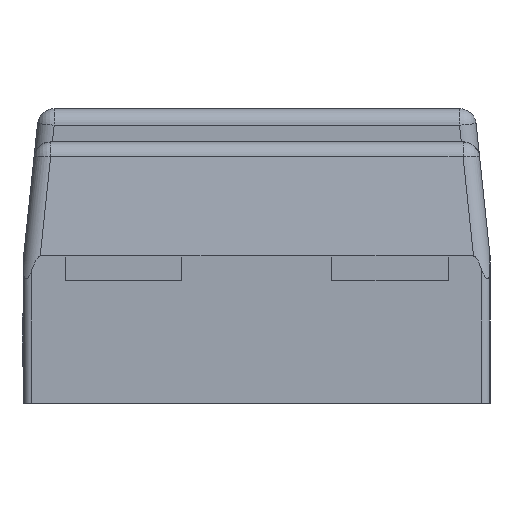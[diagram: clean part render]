
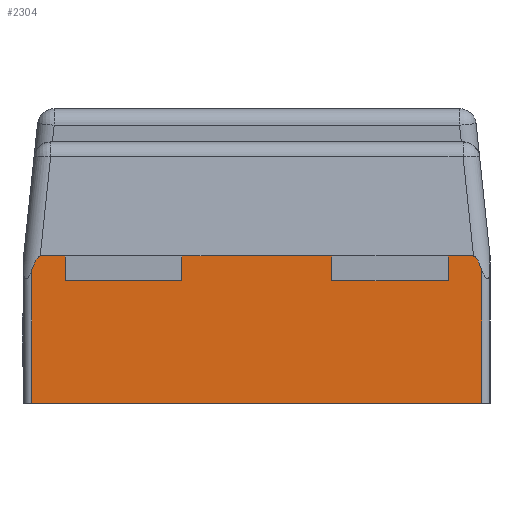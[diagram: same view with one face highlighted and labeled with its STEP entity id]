
A CAD part, left-side view. The second image highlights one B-rep face of the part: STEP entity #2304.
In plain terms, the highlighted planar face has unit normal (-1, 0, 0).
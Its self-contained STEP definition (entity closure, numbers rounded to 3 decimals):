
#1906 = VERTEX_POINT('',#1907);
#1907 = CARTESIAN_POINT('',(-1.6,0.445,
    -0.065));
#1915 = VERTEX_POINT('',#1916);
#1916 = CARTESIAN_POINT('',(-1.6,1.145,
    -0.065));
#1922 = EDGE_CURVE('',#1915,#1906,#1923,.T.);
#1923 = LINE('',#1924,#1925);
#1924 = CARTESIAN_POINT('',(-1.6,-0.005,
    -0.065));
#1925 = VECTOR('',#1926,1.);
#1926 = DIRECTION('',(0.,-1.,0.));
#1938 = VERTEX_POINT('',#1939);
#1939 = CARTESIAN_POINT('',(-1.6,0.445,
    0.085));
#1946 = VERTEX_POINT('',#1947);
#1947 = CARTESIAN_POINT('',(-1.6,1.145,
    0.085));
#2304 = ADVANCED_FACE('',(#2305),#2408,.F.);
#2305 = FACE_BOUND('',#2306,.T.);
#2306 = EDGE_LOOP('',(#2307,#2315,#2324,#2332,#2340,#2348,#2357,#2365,
    #2373,#2381,#2389,#2395,#2401,#2402));
#2307 = ORIENTED_EDGE('',*,*,#2308,.T.);
#2308 = EDGE_CURVE('',#1946,#2309,#2311,.T.);
#2309 = VERTEX_POINT('',#2310);
#2310 = CARTESIAN_POINT('',(-1.6,1.296,
    0.085));
#2311 = LINE('',#2312,#2313);
#2312 = CARTESIAN_POINT('',(-1.6,1.345,
    0.085));
#2313 = VECTOR('',#2314,1.);
#2314 = DIRECTION('',(0.,1.,0.));
#2315 = ORIENTED_EDGE('',*,*,#2316,.T.);
#2316 = EDGE_CURVE('',#2309,#2317,#2319,.T.);
#2317 = VERTEX_POINT('',#2318);
#2318 = CARTESIAN_POINT('',(-1.6,1.345,
    0.002));
#2319 = ( BOUNDED_CURVE() B_SPLINE_CURVE(3,(#2320,#2321,#2322,#2323),
.UNSPECIFIED.,.F.,.F.) B_SPLINE_CURVE_WITH_KNOTS((4,4),(3.153,
3.571),.PIECEWISE_BEZIER_KNOTS.) CURVE() 
GEOMETRIC_REPRESENTATION_ITEM() RATIONAL_B_SPLINE_CURVE((1.,
0.985,0.985,1.)) REPRESENTATION_ITEM('') );
#2320 = CARTESIAN_POINT('',(-1.6,1.296,
    0.085));
#2321 = CARTESIAN_POINT('',(-1.6,1.31,
    0.085));
#2322 = CARTESIAN_POINT('',(-1.6,1.326,
    0.057));
#2323 = CARTESIAN_POINT('',(-1.6,1.345,
    0.002));
#2324 = ORIENTED_EDGE('',*,*,#2325,.F.);
#2325 = EDGE_CURVE('',#2326,#2317,#2328,.T.);
#2326 = VERTEX_POINT('',#2327);
#2327 = CARTESIAN_POINT('',(-1.6,1.345,
    -0.8));
#2328 = LINE('',#2329,#2330);
#2329 = CARTESIAN_POINT('',(-1.6,1.345,
    -0.8));
#2330 = VECTOR('',#2331,1.);
#2331 = DIRECTION('',(0.,0.,1.));
#2332 = ORIENTED_EDGE('',*,*,#2333,.F.);
#2333 = EDGE_CURVE('',#2334,#2326,#2336,.T.);
#2334 = VERTEX_POINT('',#2335);
#2335 = CARTESIAN_POINT('',(-1.6,-1.355,
    -0.8));
#2336 = LINE('',#2337,#2338);
#2337 = CARTESIAN_POINT('',(-1.6,1.345,
    -0.8));
#2338 = VECTOR('',#2339,1.);
#2339 = DIRECTION('',(0.,1.,0.));
#2340 = ORIENTED_EDGE('',*,*,#2341,.T.);
#2341 = EDGE_CURVE('',#2334,#2342,#2344,.T.);
#2342 = VERTEX_POINT('',#2343);
#2343 = CARTESIAN_POINT('',(-1.6,-1.355,
    0.002));
#2344 = LINE('',#2345,#2346);
#2345 = CARTESIAN_POINT('',(-1.6,-1.355,
    -0.8));
#2346 = VECTOR('',#2347,1.);
#2347 = DIRECTION('',(0.,0.,1.));
#2348 = ORIENTED_EDGE('',*,*,#2349,.T.);
#2349 = EDGE_CURVE('',#2342,#2350,#2352,.T.);
#2350 = VERTEX_POINT('',#2351);
#2351 = CARTESIAN_POINT('',(-1.6,-1.306,
    0.085));
#2352 = ( BOUNDED_CURVE() B_SPLINE_CURVE(3,(#2353,#2354,#2355,#2356),
.UNSPECIFIED.,.F.,.F.) B_SPLINE_CURVE_WITH_KNOTS((4,4),(2.712,
3.131),.PIECEWISE_BEZIER_KNOTS.) CURVE() 
GEOMETRIC_REPRESENTATION_ITEM() RATIONAL_B_SPLINE_CURVE((1.,
0.985,0.985,1.)) REPRESENTATION_ITEM('') );
#2353 = CARTESIAN_POINT('',(-1.6,-1.355,
    0.002));
#2354 = CARTESIAN_POINT('',(-1.6,-1.336,
    0.057));
#2355 = CARTESIAN_POINT('',(-1.6,-1.32,
    0.085));
#2356 = CARTESIAN_POINT('',(-1.6,-1.306,
    0.085));
#2357 = ORIENTED_EDGE('',*,*,#2358,.T.);
#2358 = EDGE_CURVE('',#2350,#2359,#2361,.T.);
#2359 = VERTEX_POINT('',#2360);
#2360 = CARTESIAN_POINT('',(-1.6,-1.155,
    0.085));
#2361 = LINE('',#2362,#2363);
#2362 = CARTESIAN_POINT('',(-1.6,1.345,
    0.085));
#2363 = VECTOR('',#2364,1.);
#2364 = DIRECTION('',(0.,1.,0.));
#2365 = ORIENTED_EDGE('',*,*,#2366,.T.);
#2366 = EDGE_CURVE('',#2359,#2367,#2369,.T.);
#2367 = VERTEX_POINT('',#2368);
#2368 = CARTESIAN_POINT('',(-1.6,-1.155,
    -0.065));
#2369 = LINE('',#2370,#2371);
#2370 = CARTESIAN_POINT('',(-1.6,-1.155,
    -0.065));
#2371 = VECTOR('',#2372,1.);
#2372 = DIRECTION('',(0.,0.,-1.));
#2373 = ORIENTED_EDGE('',*,*,#2374,.F.);
#2374 = EDGE_CURVE('',#2375,#2367,#2377,.T.);
#2375 = VERTEX_POINT('',#2376);
#2376 = CARTESIAN_POINT('',(-1.6,-0.455,
    -0.065));
#2377 = LINE('',#2378,#2379);
#2378 = CARTESIAN_POINT('',(-1.6,-0.005,
    -0.065));
#2379 = VECTOR('',#2380,1.);
#2380 = DIRECTION('',(0.,-1.,0.));
#2381 = ORIENTED_EDGE('',*,*,#2382,.F.);
#2382 = EDGE_CURVE('',#2383,#2375,#2385,.T.);
#2383 = VERTEX_POINT('',#2384);
#2384 = CARTESIAN_POINT('',(-1.6,-0.455,
    0.085));
#2385 = LINE('',#2386,#2387);
#2386 = CARTESIAN_POINT('',(-1.6,-0.455,
    0.085));
#2387 = VECTOR('',#2388,1.);
#2388 = DIRECTION('',(0.,0.,-1.));
#2389 = ORIENTED_EDGE('',*,*,#2390,.F.);
#2390 = EDGE_CURVE('',#1938,#2383,#2391,.T.);
#2391 = LINE('',#2392,#2393);
#2392 = CARTESIAN_POINT('',(-1.6,0.445,
    0.085));
#2393 = VECTOR('',#2394,1.);
#2394 = DIRECTION('',(0.,-1.,0.));
#2395 = ORIENTED_EDGE('',*,*,#2396,.T.);
#2396 = EDGE_CURVE('',#1938,#1906,#2397,.T.);
#2397 = LINE('',#2398,#2399);
#2398 = CARTESIAN_POINT('',(-1.6,0.445,
    0.085));
#2399 = VECTOR('',#2400,1.);
#2400 = DIRECTION('',(0.,0.,-1.));
#2401 = ORIENTED_EDGE('',*,*,#1922,.F.);
#2402 = ORIENTED_EDGE('',*,*,#2403,.T.);
#2403 = EDGE_CURVE('',#1915,#1946,#2404,.T.);
#2404 = LINE('',#2405,#2406);
#2405 = CARTESIAN_POINT('',(-1.6,1.145,
    -0.065));
#2406 = VECTOR('',#2407,1.);
#2407 = DIRECTION('',(0.,0.,1.));
#2408 = PLANE('',#2409);
#2409 = AXIS2_PLACEMENT_3D('',#2410,#2411,#2412);
#2410 = CARTESIAN_POINT('',(-1.6,1.345,
    -0.8));
#2411 = DIRECTION('',(1.,0.,0.));
#2412 = DIRECTION('',(0.,-1.,0.));
